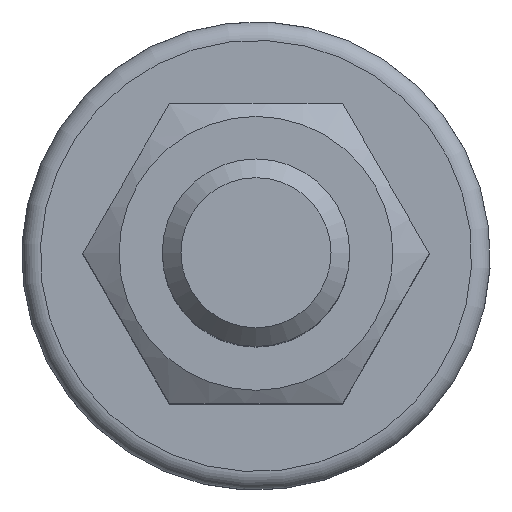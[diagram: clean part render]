
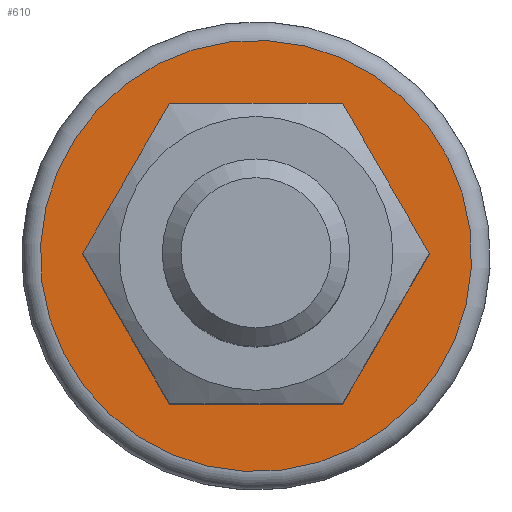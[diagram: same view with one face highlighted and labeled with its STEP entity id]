
A CAD part, top view. The second image highlights one B-rep face of the part: STEP entity #610.
In plain terms, the highlighted planar face has unit normal (0, 0, 1).
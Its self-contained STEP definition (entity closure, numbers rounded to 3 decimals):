
#43=FACE_BOUND('',#178,.T.);
#64=PLANE('',#694);
#138=FACE_OUTER_BOUND('',#177,.T.);
#177=EDGE_LOOP('',(#556,#557));
#178=EDGE_LOOP('',(#558));
#261=CIRCLE('',#695,11.496);
#262=CIRCLE('',#696,11.496);
#263=CIRCLE('',#697,6.5);
#320=VERTEX_POINT('',#1103);
#321=VERTEX_POINT('',#1104);
#322=VERTEX_POINT('',#1107);
#401=EDGE_CURVE('',#320,#321,#261,.T.);
#402=EDGE_CURVE('',#321,#320,#262,.T.);
#403=EDGE_CURVE('',#322,#322,#263,.T.);
#556=ORIENTED_EDGE('',*,*,#401,.F.);
#557=ORIENTED_EDGE('',*,*,#402,.F.);
#558=ORIENTED_EDGE('',*,*,#403,.T.);
#610=ADVANCED_FACE('',(#138,#43),#64,.T.);
#694=AXIS2_PLACEMENT_3D('',#1102,#846,#847);
#695=AXIS2_PLACEMENT_3D('',#1105,#848,#849);
#696=AXIS2_PLACEMENT_3D('',#1106,#850,#851);
#697=AXIS2_PLACEMENT_3D('',#1108,#852,#853);
#846=DIRECTION('center_axis',(0.,0.,
1.));
#847=DIRECTION('ref_axis',(-0.999,0.053,0.));
#848=DIRECTION('center_axis',(0.,0.,
-1.));
#849=DIRECTION('ref_axis',(0.053,0.999,0.));
#850=DIRECTION('center_axis',(0.,0.,
-1.));
#851=DIRECTION('ref_axis',(0.053,0.999,0.));
#852=DIRECTION('center_axis',(0.,0.,
-1.));
#853=DIRECTION('ref_axis',(0.053,0.999,0.));
#1102=CARTESIAN_POINT('Origin',(-10.783,-9.232,-29.288));
#1103=CARTESIAN_POINT('',(-11.057,-14.421,-29.288));
#1104=CARTESIAN_POINT('',(-21.931,-2.334,-29.288));
#1105=CARTESIAN_POINT('Origin',(-10.451,-2.941,-29.288));
#1106=CARTESIAN_POINT('Origin',(-10.451,-2.941,-29.288));
#1107=CARTESIAN_POINT('',(-10.794,-9.432,-29.288));
#1108=CARTESIAN_POINT('Origin',(-10.451,-2.941,-29.288));
